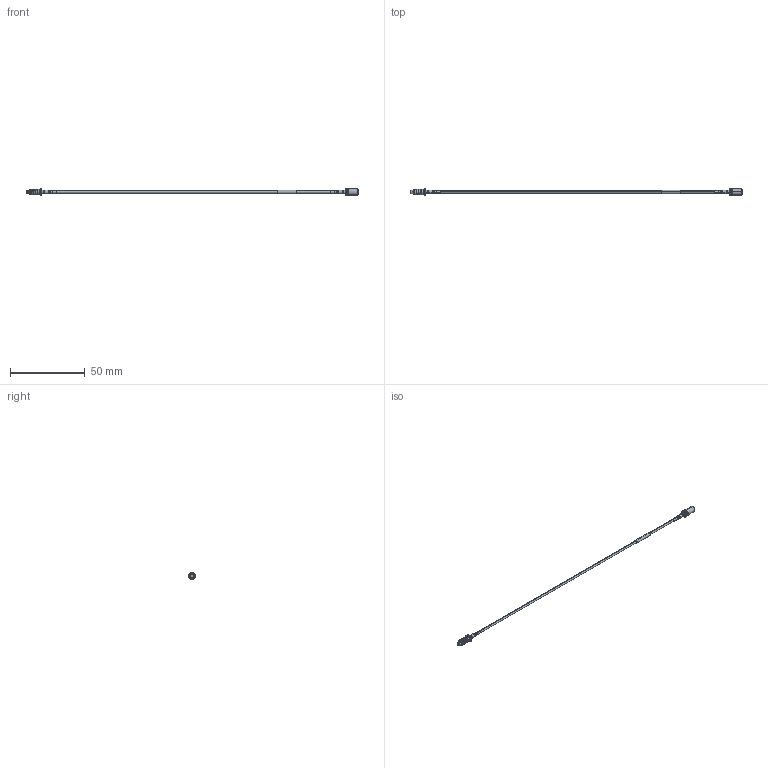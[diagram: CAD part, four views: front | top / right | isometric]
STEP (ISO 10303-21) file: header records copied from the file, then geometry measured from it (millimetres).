
FILE_DESCRIPTION (( 'STEP AP214' ), '1' );
FILE_NAME ('FMCA9720_3D.step', '2024-02-21T16:13:09', ( '' ), ( '' ), 'SwSTEP 2.0', 'SolidWorks 2022', '' );
FILE_SCHEMA (( 'AUTOMOTIVE_DESIGN' ));
Length unit declared in the file: inch
Products named in the file (6): FM-P047HF; FMCN1539; FMCN1535; FMCA9720_3D; CA-PE-P047_2_Heatshrink_LONG; 1AW01-003_.085 ID
Assembly tree (6 placements, depth 2):
  FMCA9720_3D
    FM-P047HF
    FMCN1535
    FMCN1539
    1AW01-003_.085 ID
    CA-PE-P047_2_Heatshrink_LONG  x2
Bounding box: 221.81 x 4.98 x 4.98 mm (x, y, z)
Volume: 608.3 mm3; surface area: 1787.3 mm2
Topology: 6 solids, 6 shells, 190 faces, 434 edges, 270 vertices
Faces by surface type: cylinder 95, plane 46, cone 28, torus 18, bspline 3
Entity records: 6993 total; most frequent: CARTESIAN_POINT 2817, DIRECTION 841, ORIENTED_EDGE 780, EDGE_CURVE 390, AXIS2_PLACEMENT_3D 346, VERTEX_POINT 246, EDGE_LOOP 186, CIRCLE 172
